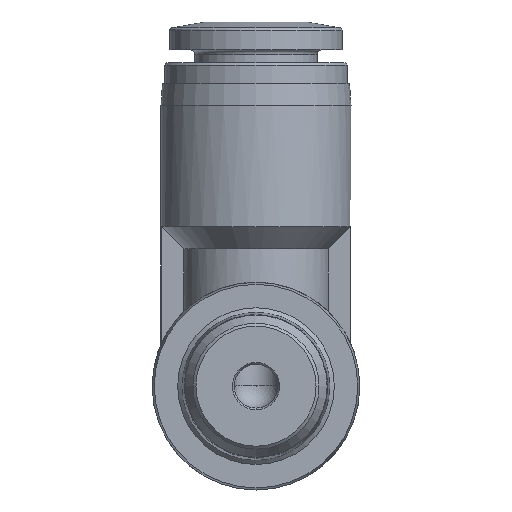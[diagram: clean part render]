
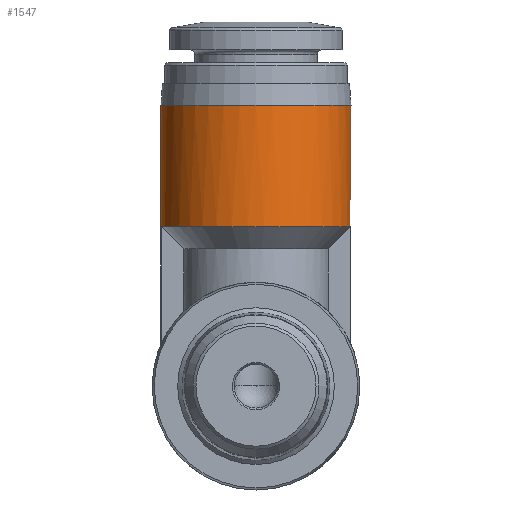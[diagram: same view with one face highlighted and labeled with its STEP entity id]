
A CAD part, front view. The second image highlights one B-rep face of the part: STEP entity #1547.
In plain terms, the highlighted cylindrical face has radius 6.5 mm (diameter 13 mm), a full revolution.
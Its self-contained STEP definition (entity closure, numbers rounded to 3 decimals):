
#30=CYLINDRICAL_SURFACE('',#1647,6.5);
#67=B_SPLINE_CURVE_WITH_KNOTS('',3,(#2309,#2310,#2311,#2312),
 .UNSPECIFIED.,.F.,.F.,(4,4),(0.008,0.01),
 .UNSPECIFIED.);
#68=B_SPLINE_CURVE_WITH_KNOTS('',3,(#2320,#2321,#2322,#2323),
 .UNSPECIFIED.,.F.,.F.,(4,4),(0.005,0.007),
 .UNSPECIFIED.);
#122=LINE('',#2307,#156);
#123=LINE('',#2314,#157);
#124=LINE('',#2318,#158);
#125=LINE('',#2325,#159);
#156=VECTOR('',#1862,1000.);
#157=VECTOR('',#1863,1000.);
#158=VECTOR('',#1866,1000.);
#159=VECTOR('',#1867,1000.);
#242=ORIENTED_EDGE('',*,*,#499,.F.);
#243=ORIENTED_EDGE('',*,*,#500,.T.);
#244=ORIENTED_EDGE('',*,*,#501,.F.);
#245=ORIENTED_EDGE('',*,*,#502,.F.);
#246=ORIENTED_EDGE('',*,*,#503,.F.);
#247=ORIENTED_EDGE('',*,*,#504,.T.);
#248=ORIENTED_EDGE('',*,*,#505,.F.);
#249=ORIENTED_EDGE('',*,*,#506,.F.);
#250=ORIENTED_EDGE('',*,*,#507,.T.);
#499=EDGE_CURVE('',#621,#622,#690,.T.);
#500=EDGE_CURVE('',#621,#623,#122,.T.);
#501=EDGE_CURVE('',#624,#623,#67,.T.);
#502=EDGE_CURVE('',#625,#624,#123,.T.);
#503=EDGE_CURVE('',#626,#625,#691,.T.);
#504=EDGE_CURVE('',#626,#627,#124,.T.);
#505=EDGE_CURVE('',#628,#627,#68,.T.);
#506=EDGE_CURVE('',#622,#628,#125,.T.);
#507=EDGE_CURVE('',#629,#629,#692,.T.);
#621=VERTEX_POINT('',#2305);
#622=VERTEX_POINT('',#2306);
#623=VERTEX_POINT('',#2308);
#624=VERTEX_POINT('',#2313);
#625=VERTEX_POINT('',#2315);
#626=VERTEX_POINT('',#2317);
#627=VERTEX_POINT('',#2319);
#628=VERTEX_POINT('',#2324);
#629=VERTEX_POINT('',#2327);
#690=CIRCLE('',#1648,6.5);
#691=CIRCLE('',#1649,6.5);
#692=CIRCLE('',#1650,6.5);
#762=EDGE_LOOP('',(#242,#243,#244,#245,#246,#247,#248,#249));
#763=EDGE_LOOP('',(#250));
#878=FACE_BOUND('',#762,.T.);
#879=FACE_BOUND('',#763,.T.);
#1547=ADVANCED_FACE('',(#878,#879),#30,.T.);
#1647=AXIS2_PLACEMENT_3D('',#2303,#1858,#1859);
#1648=AXIS2_PLACEMENT_3D('',#2304,#1860,#1861);
#1649=AXIS2_PLACEMENT_3D('',#2316,#1864,#1865);
#1650=AXIS2_PLACEMENT_3D('',#2326,#1868,#1869);
#1858=DIRECTION('',(0.,0.,-1.));
#1859=DIRECTION('',(-1.,0.,0.));
#1860=DIRECTION('',(0.,0.,-1.));
#1861=DIRECTION('',(-1.,0.,0.));
#1862=DIRECTION('',(0.,0.,-1.));
#1863=DIRECTION('',(0.,0.,-1.));
#1864=DIRECTION('',(0.,0.,-1.));
#1865=DIRECTION('',(-1.,0.,0.));
#1866=DIRECTION('',(0.,0.,-1.));
#1867=DIRECTION('',(0.,0.,-1.));
#1868=DIRECTION('',(0.,0.,-1.));
#1869=DIRECTION('',(-1.,0.,0.));
#2303=CARTESIAN_POINT('',(0.,-24.6,0.));
#2304=CARTESIAN_POINT('',(0.,-24.6,10.9));
#2305=CARTESIAN_POINT('',(-6.451,-23.8,10.9));
#2306=CARTESIAN_POINT('',(6.451,-23.8,10.9));
#2307=CARTESIAN_POINT('',(-6.451,-23.8,10.9));
#2308=CARTESIAN_POINT('',(-6.451,-23.8,2.966));
#2309=CARTESIAN_POINT('',(-6.451,-25.4,2.966));
#2310=CARTESIAN_POINT('',(-6.515,-24.882,2.827));
#2311=CARTESIAN_POINT('',(-6.515,-24.32,2.826));
#2312=CARTESIAN_POINT('',(-6.451,-23.8,2.966));
#2313=CARTESIAN_POINT('',(-6.451,-25.4,2.966));
#2314=CARTESIAN_POINT('',(-6.451,-25.4,10.9));
#2315=CARTESIAN_POINT('',(-6.451,-25.4,10.9));
#2316=CARTESIAN_POINT('',(0.,-24.6,10.9));
#2317=CARTESIAN_POINT('',(6.451,-25.4,10.9));
#2318=CARTESIAN_POINT('',(6.451,-25.4,10.9));
#2319=CARTESIAN_POINT('',(6.451,-25.4,2.966));
#2320=CARTESIAN_POINT('',(6.451,-23.8,2.966));
#2321=CARTESIAN_POINT('',(6.515,-24.316,2.827));
#2322=CARTESIAN_POINT('',(6.515,-24.882,2.827));
#2323=CARTESIAN_POINT('',(6.451,-25.4,2.966));
#2324=CARTESIAN_POINT('',(6.451,-23.8,2.966));
#2325=CARTESIAN_POINT('',(6.451,-23.8,10.9));
#2326=CARTESIAN_POINT('',(0.,-24.6,19.2));
#2327=CARTESIAN_POINT('',(-6.5,-24.6,19.2));
